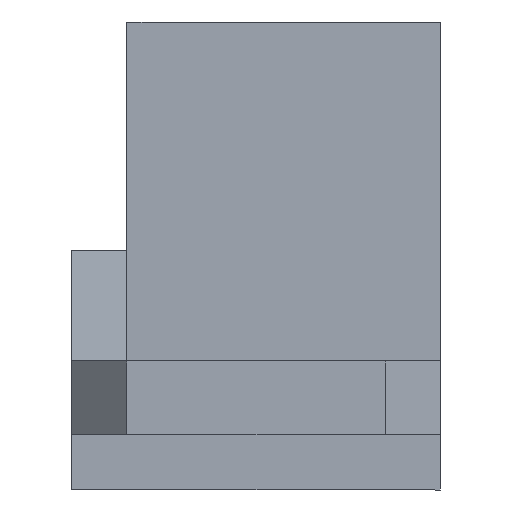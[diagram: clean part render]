
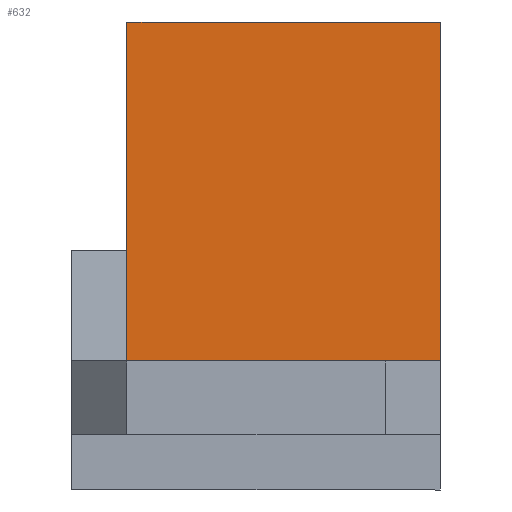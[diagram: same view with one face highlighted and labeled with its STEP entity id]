
A CAD part, left-side view. The second image highlights one B-rep face of the part: STEP entity #632.
In plain terms, the highlighted planar face has unit normal (-1, 0, 0).
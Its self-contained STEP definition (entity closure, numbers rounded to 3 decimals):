
#64=FACE_OUTER_BOUND('',#99,.T.);
#99=EDGE_LOOP('',(#504,#505,#506,#507));
#142=LINE('',#936,#214);
#151=LINE('',#961,#223);
#163=LINE('',#985,#235);
#174=LINE('',#1019,#246);
#214=VECTOR('',#750,10.);
#223=VECTOR('',#773,10.);
#235=VECTOR('',#789,10.);
#246=VECTOR('',#826,10.);
#282=VERTEX_POINT('',#933);
#283=VERTEX_POINT('',#935);
#292=VERTEX_POINT('',#959);
#302=VERTEX_POINT('',#983);
#345=EDGE_CURVE('',#283,#282,#142,.T.);
#358=EDGE_CURVE('',#292,#282,#151,.T.);
#371=EDGE_CURVE('',#302,#292,#163,.T.);
#388=EDGE_CURVE('',#302,#283,#174,.T.);
#504=ORIENTED_EDGE('',*,*,#345,.T.);
#505=ORIENTED_EDGE('',*,*,#358,.F.);
#506=ORIENTED_EDGE('',*,*,#371,.F.);
#507=ORIENTED_EDGE('',*,*,#388,.T.);
#603=PLANE('',#690);
#632=ADVANCED_FACE('',(#64),#603,.T.);
#690=AXIS2_PLACEMENT_3D('',#1018,#824,#825);
#750=DIRECTION('',(0.,-1.,0.));
#773=DIRECTION('',(0.,0.,-1.));
#789=DIRECTION('',(0.,-1.,0.));
#824=DIRECTION('center_axis',(-1.,0.,0.));
#825=DIRECTION('ref_axis',(0.,0.,-1.));
#826=DIRECTION('',(0.,0.,-1.));
#933=CARTESIAN_POINT('',(33.25,24.25,27.));
#935=CARTESIAN_POINT('',(33.25,41.25,27.));
#936=CARTESIAN_POINT('',(33.25,25.75,27.));
#959=CARTESIAN_POINT('',(33.25,24.25,45.392));
#961=CARTESIAN_POINT('',(33.25,24.25,39.794));
#983=CARTESIAN_POINT('',(33.25,41.25,45.392));
#985=CARTESIAN_POINT('',(33.25,27.25,45.392));
#1018=CARTESIAN_POINT('Origin',(33.25,27.25,45.392));
#1019=CARTESIAN_POINT('',(33.25,41.25,45.392));
